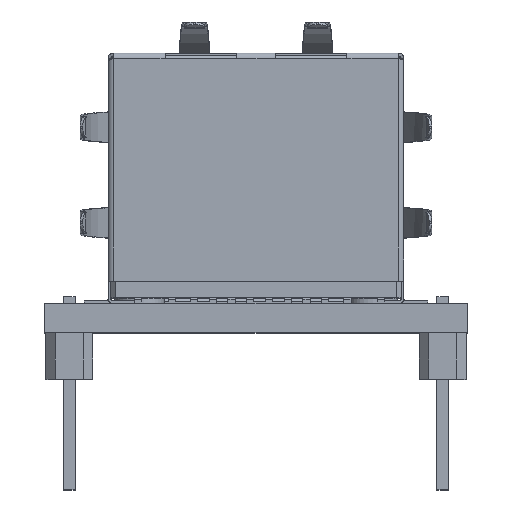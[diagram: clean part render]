
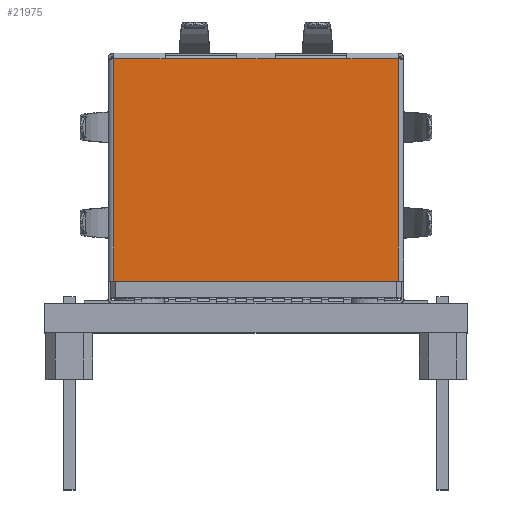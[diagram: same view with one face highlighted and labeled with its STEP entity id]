
A CAD part, top view. The second image highlights one B-rep face of the part: STEP entity #21975.
In plain terms, the highlighted planar face has unit normal (0, 0, 1).
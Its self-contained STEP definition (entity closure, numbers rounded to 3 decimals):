
#136 = VECTOR ( 'NONE', #12626, 1000. ) ;
#233 = VECTOR ( 'NONE', #14877, 1000. ) ;
#236 = VECTOR ( 'NONE', #5425, 1000. ) ;
#1022 = LINE ( 'NONE', #17906, #25047 ) ;
#1046 = ORIENTED_EDGE ( 'NONE', *, *, #7536, .T. ) ;
#1162 = EDGE_CURVE ( 'NONE', #7517, #3773, #15574, .T. ) ;
#1336 = DIRECTION ( 'NONE',  ( -1., 0., 0. ) ) ;
#1994 = EDGE_LOOP ( 'NONE', ( #9027, #20966, #16998, #10042, #13210, #6196, #26617, #1046 ) ) ;
#3773 = VERTEX_POINT ( 'NONE', #11476 ) ;
#3961 = LINE ( 'NONE', #16654, #11088 ) ;
#4213 = VECTOR ( 'NONE', #22104, 1000. ) ;
#4275 = CARTESIAN_POINT ( 'NONE',  ( -4.95, 17.45, 10.2 ) ) ;
#5299 = LINE ( 'NONE', #24239, #236 ) ;
#5425 = DIRECTION ( 'NONE',  ( 1., 0., 0. ) ) ;
#5712 = CARTESIAN_POINT ( 'NONE',  ( 4.95, 17.45, 10.2 ) ) ;
#6196 = ORIENTED_EDGE ( 'NONE', *, *, #20437, .T. ) ;
#6703 = CARTESIAN_POINT ( 'NONE',  ( -4.95, 17.45, 10.2 ) ) ;
#7325 = LINE ( 'NONE', #7472, #12670 ) ;
#7472 = CARTESIAN_POINT ( 'NONE',  ( -7.75, 17.45, 10.2 ) ) ;
#7517 = VERTEX_POINT ( 'NONE', #26998 ) ;
#7536 = EDGE_CURVE ( 'NONE', #13455, #26354, #14327, .T. ) ;
#7594 = VERTEX_POINT ( 'NONE', #20324 ) ;
#9005 = CARTESIAN_POINT ( 'NONE',  ( 7.75, 4.14, 10.2 ) ) ;
#9027 = ORIENTED_EDGE ( 'NONE', *, *, #15066, .T. ) ;
#10042 = ORIENTED_EDGE ( 'NONE', *, *, #23426, .T. ) ;
#10112 = CARTESIAN_POINT ( 'NONE',  ( -7.75, 17.45, 10.2 ) ) ;
#11088 = VECTOR ( 'NONE', #24874, 1000. ) ;
#11476 = CARTESIAN_POINT ( 'NONE',  ( 7.75, 17.45, 10.2 ) ) ;
#12406 = VERTEX_POINT ( 'NONE', #5712 ) ;
#12626 = DIRECTION ( 'NONE',  ( -1., 0., 0. ) ) ;
#12670 = VECTOR ( 'NONE', #26550, 1000. ) ;
#13210 = ORIENTED_EDGE ( 'NONE', *, *, #15879, .F. ) ;
#13455 = VERTEX_POINT ( 'NONE', #6703 ) ;
#13765 = CARTESIAN_POINT ( 'NONE',  ( 8.05, 17.45, 10.2 ) ) ;
#14327 = LINE ( 'NONE', #16420, #18409 ) ;
#14560 = FACE_OUTER_BOUND ( 'NONE', #1994, .T. ) ;
#14870 = EDGE_CURVE ( 'NONE', #13455, #7594, #21133, .T. ) ;
#14877 = DIRECTION ( 'NONE',  ( 1., 0., 0. ) ) ;
#15066 = EDGE_CURVE ( 'NONE', #26354, #26857, #7325, .T. ) ;
#15220 = CARTESIAN_POINT ( 'NONE',  ( -7.75, 5.34, 10.2 ) ) ;
#15574 = LINE ( 'NONE', #9005, #4213 ) ;
#15879 = EDGE_CURVE ( 'NONE', #16009, #12406, #5299, .T. ) ;
#16009 = VERTEX_POINT ( 'NONE', #18534 ) ;
#16420 = CARTESIAN_POINT ( 'NONE',  ( 8.05, 17.45, 10.2 ) ) ;
#16654 = CARTESIAN_POINT ( 'NONE',  ( 8.05, 17.45, 10.2 ) ) ;
#16998 = ORIENTED_EDGE ( 'NONE', *, *, #1162, .T. ) ;
#17452 = AXIS2_PLACEMENT_3D ( 'NONE', #21621, #23300, #23447 ) ;
#17808 = LINE ( 'NONE', #13765, #136 ) ;
#17906 = CARTESIAN_POINT ( 'NONE',  ( 8.05, 5.34, 10.2 ) ) ;
#18409 = VECTOR ( 'NONE', #1336, 1000. ) ;
#18534 = CARTESIAN_POINT ( 'NONE',  ( 1.05, 17.45, 10.2 ) ) ;
#20324 = CARTESIAN_POINT ( 'NONE',  ( -1.05, 17.45, 10.2 ) ) ;
#20437 = EDGE_CURVE ( 'NONE', #16009, #7594, #3961, .T. ) ;
#20966 = ORIENTED_EDGE ( 'NONE', *, *, #23692, .F. ) ;
#21133 = LINE ( 'NONE', #4275, #233 ) ;
#21621 = CARTESIAN_POINT ( 'NONE',  ( 8.05, 17.75, 10.2 ) ) ;
#21975 = ADVANCED_FACE ( 'NONE', ( #14560 ), #23036, .F. ) ;
#22104 = DIRECTION ( 'NONE',  ( 0., 1., 0. ) ) ;
#23036 = PLANE ( 'NONE',  #17452 ) ;
#23300 = DIRECTION ( 'NONE',  ( 0., 0., -1. ) ) ;
#23426 = EDGE_CURVE ( 'NONE', #3773, #12406, #17808, .T. ) ;
#23447 = DIRECTION ( 'NONE',  ( 0., -1., 0. ) ) ;
#23692 = EDGE_CURVE ( 'NONE', #7517, #26857, #1022, .T. ) ;
#24239 = CARTESIAN_POINT ( 'NONE',  ( 4.95, 17.45, 10.2 ) ) ;
#24874 = DIRECTION ( 'NONE',  ( -1., 0., 0. ) ) ;
#25047 = VECTOR ( 'NONE', #26394, 1000. ) ;
#26354 = VERTEX_POINT ( 'NONE', #10112 ) ;
#26394 = DIRECTION ( 'NONE',  ( -1., 0., 0. ) ) ;
#26550 = DIRECTION ( 'NONE',  ( 0., -1., 0. ) ) ;
#26617 = ORIENTED_EDGE ( 'NONE', *, *, #14870, .F. ) ;
#26857 = VERTEX_POINT ( 'NONE', #15220 ) ;
#26998 = CARTESIAN_POINT ( 'NONE',  ( 7.75, 5.34, 10.2 ) ) ;
